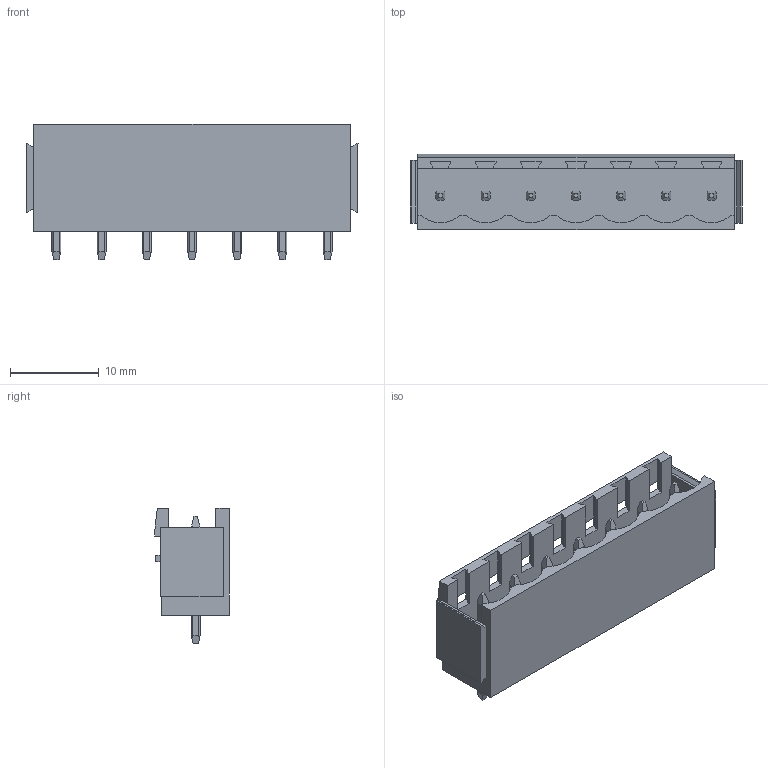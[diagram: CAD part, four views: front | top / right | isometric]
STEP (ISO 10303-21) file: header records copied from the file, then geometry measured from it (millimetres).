
FILE_DESCRIPTION(('CATIA V5 STEP Exchange','CAx-IF Rec.Pracs.--- Model Styling and Organization---1.2---2011-12-15'),'2;1');
FILE_NAME ('D1449245_0', '2018-10-27T05:57:11+00:00', ('none'), ('Weidmueller'), 'CATIA Version 5-6 Release 2014', 'CATIA V5 STEP AP214', 'none');
FILE_SCHEMA(('AUTOMOTIVE_DESIGN { 1 0 10303 214 1 1 1 1 }'));
Length unit declared in the file: millimetre
Products named in the file (1): 1149570000
Bounding box: 37.32 x 8.43 x 15.2 mm (x, y, z)
Volume: 1711.6 mm3; surface area: 2872.2 mm2
Topology: 8 solids, 8 shells, 299 faces, 883 edges, 586 vertices
Faces by surface type: plane 234, cylinder 65
Entity records: 9277 total; most frequent: CARTESIAN_POINT 2039, ORIENTED_EDGE 1766, DIRECTION 1069, EDGE_CURVE 883, VECTOR 637, LINE 637, VERTEX_POINT 586, EDGE_LOOP 313
